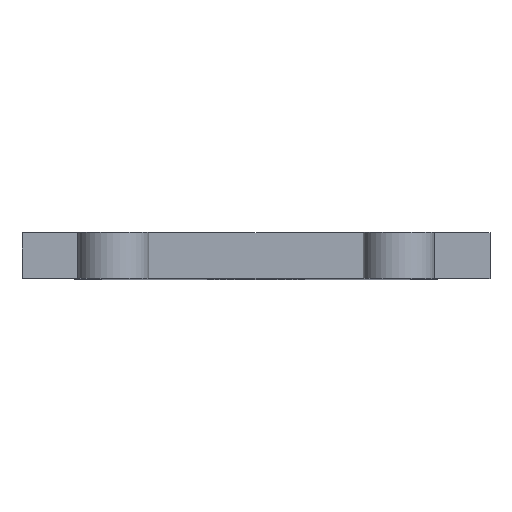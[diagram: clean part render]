
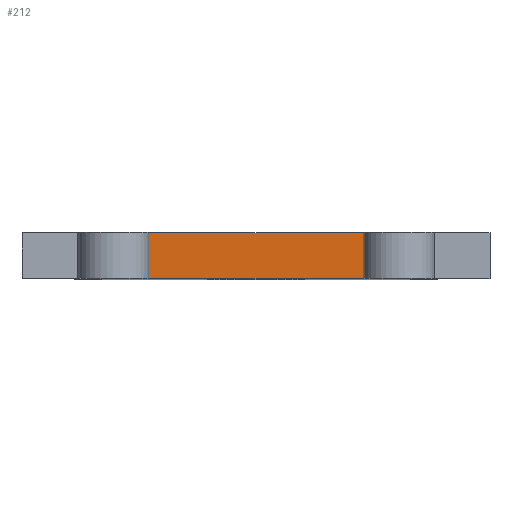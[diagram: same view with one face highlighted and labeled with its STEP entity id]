
A CAD part, top view. The second image highlights one B-rep face of the part: STEP entity #212.
In plain terms, the highlighted planar face has unit normal (0, 0, 1).
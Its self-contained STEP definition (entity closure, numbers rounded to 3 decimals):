
#26 = EDGE_CURVE ( 'NONE', #427, #649, #48, .T. ) ;
#48 = LINE ( 'NONE', #430, #597 ) ;
#88 = CARTESIAN_POINT ( 'NONE',  ( 1.875, 0.4, 4.1 ) ) ;
#115 = DIRECTION ( 'NONE',  ( 0., -1., 0. ) ) ;
#120 = LINE ( 'NONE', #580, #165 ) ;
#147 = PLANE ( 'NONE',  #424 ) ;
#165 = VECTOR ( 'NONE', #381, 1000. ) ;
#212 = ADVANCED_FACE ( 'NONE', ( #727 ), #147, .F. ) ;
#233 = ORIENTED_EDGE ( 'NONE', *, *, #528, .F. ) ;
#252 = DIRECTION ( 'NONE',  ( 0., -1., 0. ) ) ;
#270 = CARTESIAN_POINT ( 'NONE',  ( 1.875, -0.4, 4.1 ) ) ;
#277 = ORIENTED_EDGE ( 'NONE', *, *, #26, .T. ) ;
#310 = ORIENTED_EDGE ( 'NONE', *, *, #615, .T. ) ;
#323 = DIRECTION ( 'NONE',  ( 1., 0., 0. ) ) ;
#344 = VERTEX_POINT ( 'NONE', #395 ) ;
#364 = DIRECTION ( 'NONE',  ( 0., 0., -1. ) ) ;
#379 = ORIENTED_EDGE ( 'NONE', *, *, #699, .F. ) ;
#381 = DIRECTION ( 'NONE',  ( 1., 0., 0. ) ) ;
#384 = VECTOR ( 'NONE', #252, 1000. ) ;
#395 = CARTESIAN_POINT ( 'NONE',  ( -1.875, 0.4, 4.1 ) ) ;
#424 = AXIS2_PLACEMENT_3D ( 'NONE', #498, #364, #723 ) ;
#427 = VERTEX_POINT ( 'NONE', #690 ) ;
#430 = CARTESIAN_POINT ( 'NONE',  ( -1.875, -0.4, 4.1 ) ) ;
#447 = LINE ( 'NONE', #630, #502 ) ;
#481 = CARTESIAN_POINT ( 'NONE',  ( -1.875, 0.4, 4.1 ) ) ;
#498 = CARTESIAN_POINT ( 'NONE',  ( -1.875, 0.4, 4.1 ) ) ;
#502 = VECTOR ( 'NONE', #115, 1000. ) ;
#528 = EDGE_CURVE ( 'NONE', #344, #618, #120, .T. ) ;
#553 = LINE ( 'NONE', #481, #384 ) ;
#580 = CARTESIAN_POINT ( 'NONE',  ( -1.875, 0.4, 4.1 ) ) ;
#597 = VECTOR ( 'NONE', #323, 1000. ) ;
#615 = EDGE_CURVE ( 'NONE', #344, #427, #553, .T. ) ;
#618 = VERTEX_POINT ( 'NONE', #88 ) ;
#630 = CARTESIAN_POINT ( 'NONE',  ( 1.875, 0.4, 4.1 ) ) ;
#649 = VERTEX_POINT ( 'NONE', #270 ) ;
#665 = EDGE_LOOP ( 'NONE', ( #277, #379, #233, #310 ) ) ;
#690 = CARTESIAN_POINT ( 'NONE',  ( -1.875, -0.4, 4.1 ) ) ;
#699 = EDGE_CURVE ( 'NONE', #618, #649, #447, .T. ) ;
#723 = DIRECTION ( 'NONE',  ( -1., 0., 0. ) ) ;
#727 = FACE_OUTER_BOUND ( 'NONE', #665, .T. ) ;
